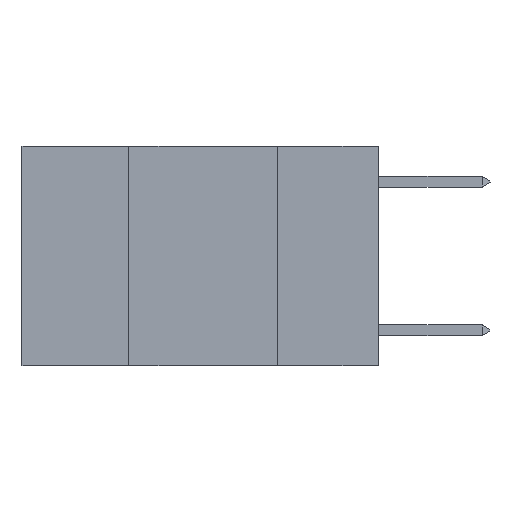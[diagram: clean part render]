
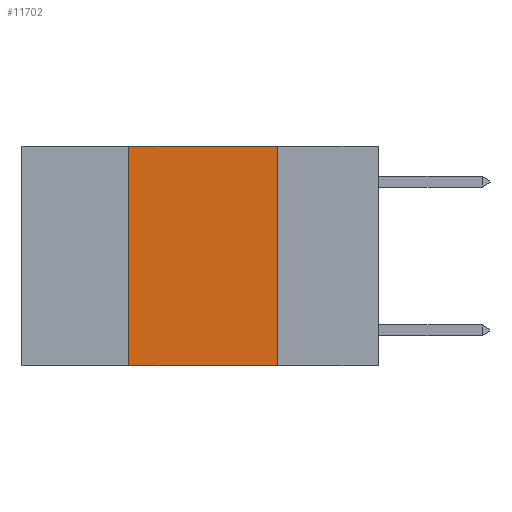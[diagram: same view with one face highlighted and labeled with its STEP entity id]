
A CAD part, left-side view. The second image highlights one B-rep face of the part: STEP entity #11702.
In plain terms, the highlighted planar face has unit normal (-1, 0, 0).
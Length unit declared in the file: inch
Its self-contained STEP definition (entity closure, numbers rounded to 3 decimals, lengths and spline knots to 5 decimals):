
#205 = DIRECTION ( 'NONE',  ( 0., 0., 1. ) ) ;
#340 = ORIENTED_EDGE ( 'NONE', *, *, #2670, .T. ) ;
#431 = VECTOR ( 'NONE', #205, 39.37008 ) ;
#1252 = VERTEX_POINT ( 'NONE', #2997 ) ;
#1534 = EDGE_CURVE ( 'NONE', #1252, #6740, #6150, .T. ) ;
#1627 = ORIENTED_EDGE ( 'NONE', *, *, #2666, .F. ) ;
#1687 = DIRECTION ( 'NONE',  ( 1., 0., 0. ) ) ;
#2631 = EDGE_CURVE ( 'NONE', #6740, #7540, #11148, .T. ) ;
#2666 = EDGE_CURVE ( 'NONE', #3418, #1252, #6085, .T. ) ;
#2670 = EDGE_CURVE ( 'NONE', #3418, #7540, #3142, .T. ) ;
#2997 = CARTESIAN_POINT ( 'NONE',  ( 0., 0.42, 0. ) ) ;
#3142 = LINE ( 'NONE', #5207, #5768 ) ;
#3418 = VERTEX_POINT ( 'NONE', #4270 ) ;
#3594 = CARTESIAN_POINT ( 'NONE',  ( 0., 0.17, -0.37 ) ) ;
#4270 = CARTESIAN_POINT ( 'NONE',  ( 0., 0.42, -0.37 ) ) ;
#4445 = DIRECTION ( 'NONE',  ( 0., -1., 0. ) ) ;
#4699 = CARTESIAN_POINT ( 'NONE',  ( 0., 0.17, 0. ) ) ;
#5207 = CARTESIAN_POINT ( 'NONE',  ( 0., 0.6, -0.37 ) ) ;
#5768 = VECTOR ( 'NONE', #8230, 39.37008 ) ;
#6085 = LINE ( 'NONE', #9110, #431 ) ;
#6143 = ORIENTED_EDGE ( 'NONE', *, *, #2631, .F. ) ;
#6150 = LINE ( 'NONE', #8419, #10918 ) ;
#6194 = DIRECTION ( 'NONE',  ( 0., 0., -1. ) ) ;
#6740 = VERTEX_POINT ( 'NONE', #4699 ) ;
#7540 = VERTEX_POINT ( 'NONE', #3594 ) ;
#7558 = EDGE_LOOP ( 'NONE', ( #6143, #7949, #1627, #340 ) ) ;
#7949 = ORIENTED_EDGE ( 'NONE', *, *, #1534, .F. ) ;
#8230 = DIRECTION ( 'NONE',  ( 0., -1., 0. ) ) ;
#8419 = CARTESIAN_POINT ( 'NONE',  ( 0., 0.6, 0. ) ) ;
#8684 = VECTOR ( 'NONE', #6194, 39.37008 ) ;
#9067 = CARTESIAN_POINT ( 'NONE',  ( 0., 0.17, 0. ) ) ;
#9110 = CARTESIAN_POINT ( 'NONE',  ( 0., 0.42, 0. ) ) ;
#9211 = FACE_OUTER_BOUND ( 'NONE', #7558, .T. ) ;
#10471 = CARTESIAN_POINT ( 'NONE',  ( 0., 0.6, 0. ) ) ;
#10918 = VECTOR ( 'NONE', #4445, 39.37008 ) ;
#11148 = LINE ( 'NONE', #9067, #8684 ) ;
#11391 = PLANE ( 'NONE',  #12305 ) ;
#11702 = ADVANCED_FACE ( 'NONE', ( #9211 ), #11391, .F. ) ;
#12246 = DIRECTION ( 'NONE',  ( 0., 0., -1. ) ) ;
#12305 = AXIS2_PLACEMENT_3D ( 'NONE', #10471, #1687, #12246 ) ;
